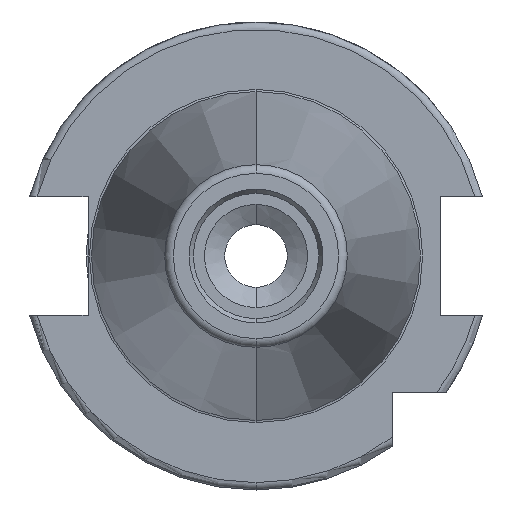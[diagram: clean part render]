
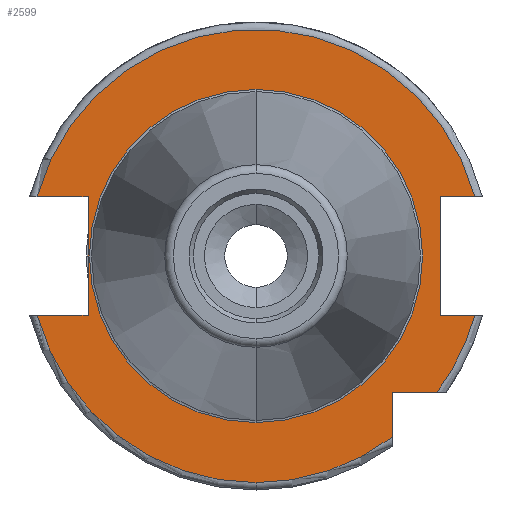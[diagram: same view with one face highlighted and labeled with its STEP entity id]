
A CAD part, left-side view. The second image highlights one B-rep face of the part: STEP entity #2599.
In plain terms, the highlighted planar face has unit normal (-1, 0, 0).
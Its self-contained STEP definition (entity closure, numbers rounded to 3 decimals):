
#13 = VERTEX_POINT ( 'NONE', #2108 ) ;
#88 = CARTESIAN_POINT ( 'NONE',  ( 19.1, 29.704, 8.05 ) ) ;
#202 = ORIENTED_EDGE ( 'NONE', *, *, #426, .F. ) ;
#237 = CIRCLE ( 'NONE', #4148, 22.625 ) ;
#252 = LINE ( 'NONE', #3265, #2269 ) ;
#253 = DIRECTION ( 'NONE',  ( 0., 0., -1. ) ) ;
#279 = VERTEX_POINT ( 'NONE', #1934 ) ;
#292 = ORIENTED_EDGE ( 'NONE', *, *, #3847, .F. ) ;
#319 = LINE ( 'NONE', #2696, #3426 ) ;
#426 = EDGE_CURVE ( 'NONE', #13, #3055, #3875, .T. ) ;
#497 = CARTESIAN_POINT ( 'NONE',  ( 19.1, 0., 0. ) ) ;
#500 = CARTESIAN_POINT ( 'NONE',  ( 19.1, -25., 8.05 ) ) ;
#511 = ORIENTED_EDGE ( 'NONE', *, *, #2325, .F. ) ;
#578 = VECTOR ( 'NONE', #4498, 1000. ) ;
#615 = CARTESIAN_POINT ( 'NONE',  ( 19.1, 22.8, 30.775 ) ) ;
#629 = CIRCLE ( 'NONE', #5168, 30.775 ) ;
#638 = LINE ( 'NONE', #2489, #1339 ) ;
#677 = CARTESIAN_POINT ( 'NONE',  ( 19.1, 0., 22.625 ) ) ;
#798 = VERTEX_POINT ( 'NONE', #1498 ) ;
#831 = CARTESIAN_POINT ( 'NONE',  ( 19.1, -25., -8.05 ) ) ;
#833 = DIRECTION ( 'NONE',  ( 0., -1., 0. ) ) ;
#835 = ORIENTED_EDGE ( 'NONE', *, *, #1486, .T. ) ;
#895 = DIRECTION ( 'NONE',  ( 0., 0., -1. ) ) ;
#903 = FACE_OUTER_BOUND ( 'NONE', #3028, .T. ) ;
#988 = VERTEX_POINT ( 'NONE', #2466 ) ;
#1004 = VERTEX_POINT ( 'NONE', #2879 ) ;
#1033 = ORIENTED_EDGE ( 'NONE', *, *, #4237, .T. ) ;
#1036 = VERTEX_POINT ( 'NONE', #88 ) ;
#1049 = CARTESIAN_POINT ( 'NONE',  ( 19.1, 0., 0. ) ) ;
#1051 = CARTESIAN_POINT ( 'NONE',  ( 19.1, -18.5, -24.594 ) ) ;
#1288 = EDGE_LOOP ( 'NONE', ( #3138, #4213 ) ) ;
#1339 = VECTOR ( 'NONE', #4480, 1000. ) ;
#1344 = DIRECTION ( 'NONE',  ( 0., 0., 1. ) ) ;
#1351 = CIRCLE ( 'NONE', #4720, 30.775 ) ;
#1361 = PLANE ( 'NONE',  #3866 ) ;
#1367 = VERTEX_POINT ( 'NONE', #831 ) ;
#1426 = AXIS2_PLACEMENT_3D ( 'NONE', #2590, #5002, #2159 ) ;
#1446 = DIRECTION ( 'NONE',  ( 0., 0., -1. ) ) ;
#1486 = EDGE_CURVE ( 'NONE', #2901, #1367, #4875, .T. ) ;
#1498 = CARTESIAN_POINT ( 'NONE',  ( 19.1, -29.704, 8.05 ) ) ;
#1536 = DIRECTION ( 'NONE',  ( -1., 0., 0. ) ) ;
#1541 = VERTEX_POINT ( 'NONE', #2855 ) ;
#1681 = CARTESIAN_POINT ( 'NONE',  ( 19.1, 0., 8.05 ) ) ;
#1724 = DIRECTION ( 'NONE',  ( -1., 0., 0. ) ) ;
#1728 = CARTESIAN_POINT ( 'NONE',  ( 19.1, 0., -8.05 ) ) ;
#1738 = VECTOR ( 'NONE', #2885, 1000. ) ;
#1758 = CARTESIAN_POINT ( 'NONE',  ( 19.1, 0., 30.775 ) ) ;
#1844 = EDGE_CURVE ( 'NONE', #279, #2901, #629, .T. ) ;
#1872 = DIRECTION ( 'NONE',  ( -1., 0., 0. ) ) ;
#1891 = VECTOR ( 'NONE', #4485, 1000. ) ;
#1934 = CARTESIAN_POINT ( 'NONE',  ( 19.1, -24.594, -18.5 ) ) ;
#2085 = CIRCLE ( 'NONE', #3160, 22.625 ) ;
#2108 = CARTESIAN_POINT ( 'NONE',  ( 19.1, -18.5, -18.5 ) ) ;
#2159 = DIRECTION ( 'NONE',  ( 0., 0., -1. ) ) ;
#2179 = ORIENTED_EDGE ( 'NONE', *, *, #3608, .F. ) ;
#2197 = DIRECTION ( 'NONE',  ( 0., 0., -1. ) ) ;
#2269 = VECTOR ( 'NONE', #833, 1000. ) ;
#2325 = EDGE_CURVE ( 'NONE', #279, #13, #2711, .T. ) ;
#2361 = DIRECTION ( 'NONE',  ( 0., 1., 0. ) ) ;
#2409 = VERTEX_POINT ( 'NONE', #5156 ) ;
#2426 = VERTEX_POINT ( 'NONE', #677 ) ;
#2466 = CARTESIAN_POINT ( 'NONE',  ( 19.1, 22.8, 8.05 ) ) ;
#2489 = CARTESIAN_POINT ( 'NONE',  ( 19.1, 0., 8.05 ) ) ;
#2568 = EDGE_CURVE ( 'NONE', #1004, #2409, #5180, .T. ) ;
#2590 = CARTESIAN_POINT ( 'NONE',  ( 19.1, 0., 0. ) ) ;
#2599 = ADVANCED_FACE ( 'NONE', ( #3044, #903 ), #1361, .F. ) ;
#2696 = CARTESIAN_POINT ( 'NONE',  ( 19.1, -25., 30.775 ) ) ;
#2711 = LINE ( 'NONE', #4815, #4722 ) ;
#2855 = CARTESIAN_POINT ( 'NONE',  ( 19.1, 22.8, -8.05 ) ) ;
#2879 = CARTESIAN_POINT ( 'NONE',  ( 19.1, 29.704, -8.05 ) ) ;
#2885 = DIRECTION ( 'NONE',  ( 0., 0., -1. ) ) ;
#2901 = VERTEX_POINT ( 'NONE', #4453 ) ;
#3028 = EDGE_LOOP ( 'NONE', ( #292, #5132, #3957, #202, #511, #4512, #835, #2179, #5147, #1033, #3811, #5185 ) ) ;
#3044 = FACE_BOUND ( 'NONE', #1288, .T. ) ;
#3055 = VERTEX_POINT ( 'NONE', #1051 ) ;
#3110 = CIRCLE ( 'NONE', #3211, 30.775 ) ;
#3138 = ORIENTED_EDGE ( 'NONE', *, *, #4760, .F. ) ;
#3160 = AXIS2_PLACEMENT_3D ( 'NONE', #1049, #3873, #1446 ) ;
#3167 = LINE ( 'NONE', #615, #4235 ) ;
#3211 = AXIS2_PLACEMENT_3D ( 'NONE', #4139, #1724, #4527 ) ;
#3265 = CARTESIAN_POINT ( 'NONE',  ( 19.1, 0., -8.05 ) ) ;
#3326 = DIRECTION ( 'NONE',  ( -1., 0., 0. ) ) ;
#3426 = VECTOR ( 'NONE', #253, 1000. ) ;
#3562 = VERTEX_POINT ( 'NONE', #4238 ) ;
#3608 = EDGE_CURVE ( 'NONE', #4511, #1367, #319, .T. ) ;
#3811 = ORIENTED_EDGE ( 'NONE', *, *, #4997, .F. ) ;
#3847 = EDGE_CURVE ( 'NONE', #1004, #1541, #252, .T. ) ;
#3866 = AXIS2_PLACEMENT_3D ( 'NONE', #1758, #4168, #1344 ) ;
#3873 = DIRECTION ( 'NONE',  ( -1., 0., 0. ) ) ;
#3875 = LINE ( 'NONE', #4406, #1738 ) ;
#3957 = ORIENTED_EDGE ( 'NONE', *, *, #4000, .T. ) ;
#4000 = EDGE_CURVE ( 'NONE', #2409, #3055, #3110, .T. ) ;
#4051 = LINE ( 'NONE', #1681, #1891 ) ;
#4139 = CARTESIAN_POINT ( 'NONE',  ( 19.1, 0., 0. ) ) ;
#4148 = AXIS2_PLACEMENT_3D ( 'NONE', #497, #3326, #895 ) ;
#4168 = DIRECTION ( 'NONE',  ( 1., 0., 0. ) ) ;
#4213 = ORIENTED_EDGE ( 'NONE', *, *, #5019, .F. ) ;
#4235 = VECTOR ( 'NONE', #2197, 1000. ) ;
#4237 = EDGE_CURVE ( 'NONE', #798, #1036, #1351, .T. ) ;
#4238 = CARTESIAN_POINT ( 'NONE',  ( 19.1, 0., -22.625 ) ) ;
#4287 = CARTESIAN_POINT ( 'NONE',  ( 19.1, 0., 0. ) ) ;
#4406 = CARTESIAN_POINT ( 'NONE',  ( 19.1, -18.5, -18.5 ) ) ;
#4453 = CARTESIAN_POINT ( 'NONE',  ( 19.1, -29.704, -8.05 ) ) ;
#4459 = EDGE_CURVE ( 'NONE', #4511, #798, #4051, .T. ) ;
#4480 = DIRECTION ( 'NONE',  ( 0., 1., 0. ) ) ;
#4485 = DIRECTION ( 'NONE',  ( 0., -1., 0. ) ) ;
#4498 = DIRECTION ( 'NONE',  ( 0., 1., 0. ) ) ;
#4511 = VERTEX_POINT ( 'NONE', #500 ) ;
#4512 = ORIENTED_EDGE ( 'NONE', *, *, #1844, .T. ) ;
#4527 = DIRECTION ( 'NONE',  ( 0., 0., -1. ) ) ;
#4707 = DIRECTION ( 'NONE',  ( 0., 0., -1. ) ) ;
#4720 = AXIS2_PLACEMENT_3D ( 'NONE', #4287, #1872, #4707 ) ;
#4722 = VECTOR ( 'NONE', #2361, 1000. ) ;
#4760 = EDGE_CURVE ( 'NONE', #3562, #2426, #2085, .T. ) ;
#4765 = CARTESIAN_POINT ( 'NONE',  ( 19.1, 0., 0. ) ) ;
#4786 = EDGE_CURVE ( 'NONE', #988, #1541, #3167, .T. ) ;
#4815 = CARTESIAN_POINT ( 'NONE',  ( 19.1, -25.834, -18.5 ) ) ;
#4875 = LINE ( 'NONE', #1728, #578 ) ;
#4997 = EDGE_CURVE ( 'NONE', #988, #1036, #638, .T. ) ;
#5002 = DIRECTION ( 'NONE',  ( -1., 0., 0. ) ) ;
#5019 = EDGE_CURVE ( 'NONE', #2426, #3562, #237, .T. ) ;
#5132 = ORIENTED_EDGE ( 'NONE', *, *, #2568, .T. ) ;
#5147 = ORIENTED_EDGE ( 'NONE', *, *, #4459, .T. ) ;
#5156 = CARTESIAN_POINT ( 'NONE',  ( 19.1, 0., -30.775 ) ) ;
#5168 = AXIS2_PLACEMENT_3D ( 'NONE', #4765, #1536, #5176 ) ;
#5176 = DIRECTION ( 'NONE',  ( 0., 0., -1. ) ) ;
#5180 = CIRCLE ( 'NONE', #1426, 30.775 ) ;
#5185 = ORIENTED_EDGE ( 'NONE', *, *, #4786, .T. ) ;
